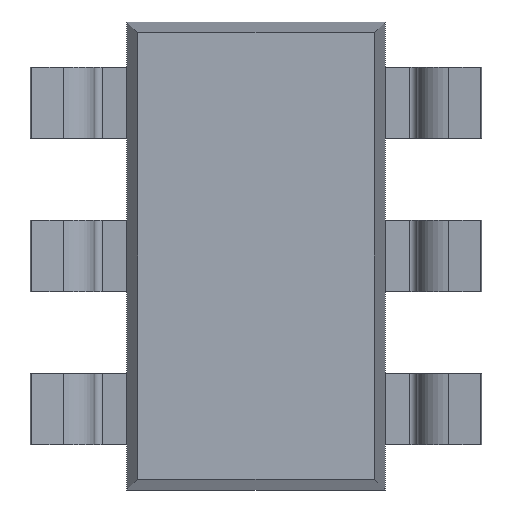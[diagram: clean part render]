
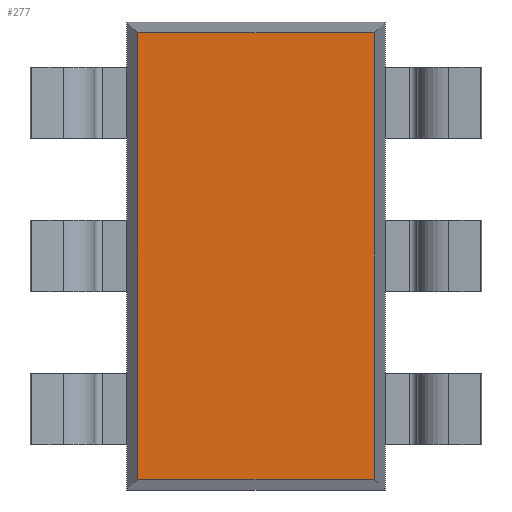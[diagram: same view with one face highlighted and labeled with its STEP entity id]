
A CAD part, front view. The second image highlights one B-rep face of the part: STEP entity #277.
In plain terms, the highlighted planar face has unit normal (0, -1, 0).
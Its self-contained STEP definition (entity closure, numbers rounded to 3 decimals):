
#18 = CARTESIAN_POINT ( 'NONE',  ( -0.734, 0.1, 1.45 ) ) ;
#173 = VECTOR ( 'NONE', #2580, 1000. ) ;
#250 = PLANE ( 'NONE',  #2667 ) ;
#277 = ADVANCED_FACE ( 'NONE', ( #2938 ), #250, .T. ) ;
#337 = CARTESIAN_POINT ( 'NONE',  ( -0.734, 0.1, -1.384 ) ) ;
#374 = EDGE_CURVE ( 'NONE', #2083, #1470, #3181, .T. ) ;
#397 = CARTESIAN_POINT ( 'NONE',  ( 0.8, 0.1, 1.384 ) ) ;
#405 = LINE ( 'NONE', #397, #173 ) ;
#628 = ORIENTED_EDGE ( 'NONE', *, *, #3090, .T. ) ;
#792 = CARTESIAN_POINT ( 'NONE',  ( -0.734, 0.1, 1.384 ) ) ;
#938 = CARTESIAN_POINT ( 'NONE',  ( 0.734, 0.1, 1.384 ) ) ;
#1108 = VERTEX_POINT ( 'NONE', #792 ) ;
#1150 = VERTEX_POINT ( 'NONE', #337 ) ;
#1241 = DIRECTION ( 'NONE',  ( 0., -1., 0. ) ) ;
#1444 = DIRECTION ( 'NONE',  ( 1., 0., 0. ) ) ;
#1465 = EDGE_CURVE ( 'NONE', #1150, #2083, #1680, .T. ) ;
#1470 = VERTEX_POINT ( 'NONE', #938 ) ;
#1528 = ORIENTED_EDGE ( 'NONE', *, *, #2908, .T. ) ;
#1680 = LINE ( 'NONE', #1681, #2877 ) ;
#1681 = CARTESIAN_POINT ( 'NONE',  ( -0.8, 0.1, -1.384 ) ) ;
#1730 = ORIENTED_EDGE ( 'NONE', *, *, #1465, .T. ) ;
#1819 = LINE ( 'NONE', #18, #2289 ) ;
#2003 = ORIENTED_EDGE ( 'NONE', *, *, #374, .T. ) ;
#2083 = VERTEX_POINT ( 'NONE', #2951 ) ;
#2208 = DIRECTION ( 'NONE',  ( 0., 0., -1. ) ) ;
#2289 = VECTOR ( 'NONE', #2950, 1000. ) ;
#2478 = CARTESIAN_POINT ( 'NONE',  ( 0., 0.1, 0. ) ) ;
#2518 = VECTOR ( 'NONE', #2778, 1000. ) ;
#2528 = CARTESIAN_POINT ( 'NONE',  ( 0.734, 0.1, -1.45 ) ) ;
#2580 = DIRECTION ( 'NONE',  ( -1., 0., 0. ) ) ;
#2667 = AXIS2_PLACEMENT_3D ( 'NONE', #2478, #1241, #2208 ) ;
#2778 = DIRECTION ( 'NONE',  ( 0., 0., 1. ) ) ;
#2877 = VECTOR ( 'NONE', #1444, 1000. ) ;
#2908 = EDGE_CURVE ( 'NONE', #1108, #1150, #1819, .T. ) ;
#2938 = FACE_OUTER_BOUND ( 'NONE', #3146, .T. ) ;
#2950 = DIRECTION ( 'NONE',  ( 0., 0., -1. ) ) ;
#2951 = CARTESIAN_POINT ( 'NONE',  ( 0.734, 0.1, -1.384 ) ) ;
#3090 = EDGE_CURVE ( 'NONE', #1470, #1108, #405, .T. ) ;
#3146 = EDGE_LOOP ( 'NONE', ( #1528, #1730, #2003, #628 ) ) ;
#3181 = LINE ( 'NONE', #2528, #2518 ) ;
